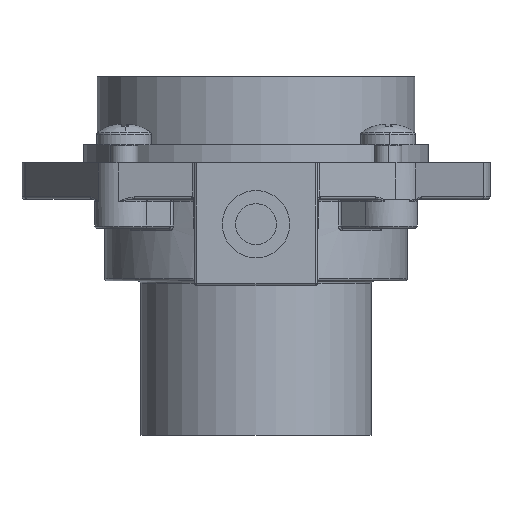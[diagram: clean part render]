
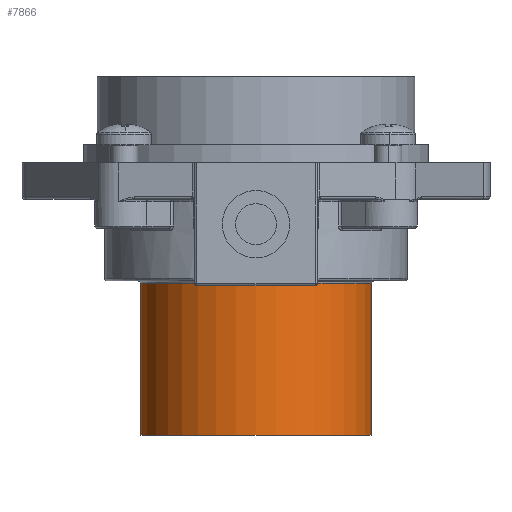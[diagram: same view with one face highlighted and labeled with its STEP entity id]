
A CAD part, front view. The second image highlights one B-rep face of the part: STEP entity #7866.
In plain terms, the highlighted cylindrical face has radius 25.425 mm (diameter 50.85 mm), a partial arc.
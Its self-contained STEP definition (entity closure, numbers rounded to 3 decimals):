
#732 = DIRECTION ( 'NONE',  ( 1., 0., 0. ) ) ;
#733 = DIRECTION ( 'NONE',  ( 0., 0., 1. ) ) ;
#734 = CARTESIAN_POINT ( 'NONE',  ( 0., 0., 0. ) ) ;
#1009 = DIRECTION ( 'NONE',  ( 0., 0., -1. ) ) ;
#1012 = CARTESIAN_POINT ( 'NONE',  ( -25.425, 0., 34. ) ) ;
#1159 = CIRCLE ( 'NONE', #2143, 25.425 ) ;
#1402 = EDGE_CURVE ( 'NONE', #7074, #4031, #3510, .T. ) ;
#1487 = EDGE_CURVE ( 'NONE', #4031, #6882, #1159, .T. ) ;
#2143 = AXIS2_PLACEMENT_3D ( 'NONE', #734, #733, #732 ) ;
#2202 = EDGE_CURVE ( 'NONE', #6887, #6882, #7851, .T. ) ;
#2253 = EDGE_CURVE ( 'NONE', #6887, #7074, #7286, .T. ) ;
#3320 = AXIS2_PLACEMENT_3D ( 'NONE', #6477, #6476, #6492 ) ;
#3418 = AXIS2_PLACEMENT_3D ( 'NONE', #9072, #9084, #9077 ) ;
#3510 = LINE ( 'NONE', #1012, #3520 ) ;
#3520 = VECTOR ( 'NONE', #1009, 1000. ) ;
#4031 = VERTEX_POINT ( 'NONE', #8419 ) ;
#4420 = CARTESIAN_POINT ( 'NONE',  ( 25.425, 0., 34. ) ) ;
#4424 = DIRECTION ( 'NONE',  ( 0., 0., -1. ) ) ;
#5424 = ORIENTED_EDGE ( 'NONE', *, *, #2202, .F. ) ;
#5605 = ORIENTED_EDGE ( 'NONE', *, *, #1402, .T. ) ;
#5745 = ORIENTED_EDGE ( 'NONE', *, *, #2253, .T. ) ;
#5770 = ORIENTED_EDGE ( 'NONE', *, *, #1487, .T. ) ;
#5981 = EDGE_LOOP ( 'NONE', ( #5424, #5745, #5605, #5770 ) ) ;
#6476 = DIRECTION ( 'NONE',  ( 0., 0., -1. ) ) ;
#6477 = CARTESIAN_POINT ( 'NONE',  ( 0., 0., 34. ) ) ;
#6492 = DIRECTION ( 'NONE',  ( -1., 0., 0. ) ) ;
#6882 = VERTEX_POINT ( 'NONE', #8344 ) ;
#6887 = VERTEX_POINT ( 'NONE', #8354 ) ;
#7074 = VERTEX_POINT ( 'NONE', #8217 ) ;
#7286 = CIRCLE ( 'NONE', #3418, 25.425 ) ;
#7521 = VECTOR ( 'NONE', #4424, 1000. ) ;
#7594 = CYLINDRICAL_SURFACE ( 'NONE', #3320, 25.425 ) ;
#7596 = FACE_OUTER_BOUND ( 'NONE', #5981, .T. ) ;
#7851 = LINE ( 'NONE', #4420, #7521 ) ;
#7866 = ADVANCED_FACE ( 'NONE', ( #7596 ), #7594, .T. ) ;
#8217 = CARTESIAN_POINT ( 'NONE',  ( -25.425, 0., 33.5 ) ) ;
#8344 = CARTESIAN_POINT ( 'NONE',  ( 25.425, 0., 0. ) ) ;
#8354 = CARTESIAN_POINT ( 'NONE',  ( 25.425, 0., 33.5 ) ) ;
#8419 = CARTESIAN_POINT ( 'NONE',  ( -25.425, 0., 0. ) ) ;
#9072 = CARTESIAN_POINT ( 'NONE',  ( 0., 0., 33.5 ) ) ;
#9077 = DIRECTION ( 'NONE',  ( 1., 0., 0. ) ) ;
#9084 = DIRECTION ( 'NONE',  ( 0., 0., -1. ) ) ;
